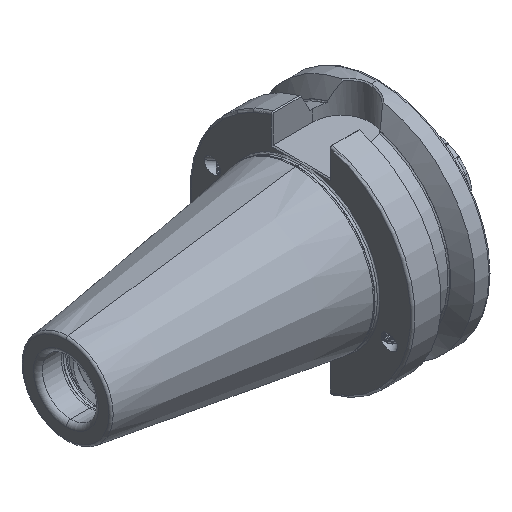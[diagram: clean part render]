
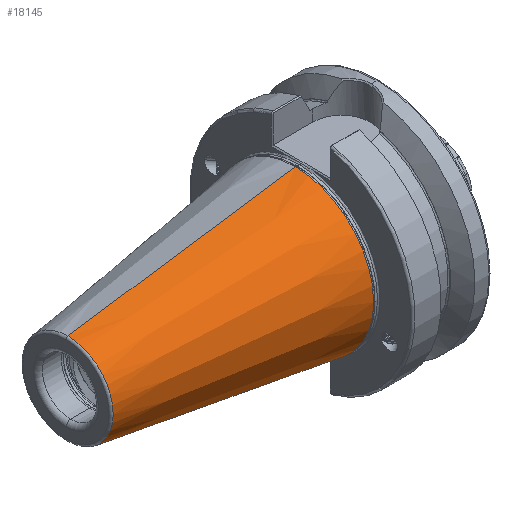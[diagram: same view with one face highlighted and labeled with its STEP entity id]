
A CAD part, isometric view. The second image highlights one B-rep face of the part: STEP entity #18145.
In plain terms, the highlighted conical face has half-angle 8.297 degrees and reference radius 34.998 mm.
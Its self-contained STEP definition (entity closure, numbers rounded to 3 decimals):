
#828 = ORIENTED_EDGE ( 'NONE', *, *, #14584, .T. ) ;
#1054 = ORIENTED_EDGE ( 'NONE', *, *, #15634, .T. ) ;
#1535 = ORIENTED_EDGE ( 'NONE', *, *, #14567, .F. ) ;
#1558 = ORIENTED_EDGE ( 'NONE', *, *, #15525, .F. ) ;
#3115 = CARTESIAN_POINT ( 'NONE',  ( -103.944, 0., 20.204 ) ) ;
#3117 = CARTESIAN_POINT ( 'NONE',  ( -2.5, 0., 34.998 ) ) ;
#3152 = CARTESIAN_POINT ( 'NONE',  ( -103.944, 0., -20.204 ) ) ;
#4378 = CARTESIAN_POINT ( 'NONE',  ( -2.5, 0., -34.998 ) ) ;
#4441 = CARTESIAN_POINT ( 'NONE',  ( -2.5, 0., -34.998 ) ) ;
#4477 = DIRECTION ( 'NONE',  ( 0.99, 0., -0.144 ) ) ;
#4872 = CARTESIAN_POINT ( 'NONE',  ( -2.5, 0., 34.998 ) ) ;
#4884 = DIRECTION ( 'NONE',  ( 0.99, 0., 0.144 ) ) ;
#10385 = DIRECTION ( 'NONE',  ( 0., 0., 1. ) ) ;
#10386 = DIRECTION ( 'NONE',  ( -1., 0., 0. ) ) ;
#10401 = CARTESIAN_POINT ( 'NONE',  ( -103.944, 0., 0. ) ) ;
#10632 = CARTESIAN_POINT ( 'NONE',  ( -2.5, 0., 0. ) ) ;
#10633 = DIRECTION ( 'NONE',  ( -1., 0., 0. ) ) ;
#10651 = DIRECTION ( 'NONE',  ( 0., 0., 1. ) ) ;
#13837 = CARTESIAN_POINT ( 'NONE',  ( -2.5, 0., 0. ) ) ;
#13839 = DIRECTION ( 'NONE',  ( 1., 0., 0. ) ) ;
#13840 = DIRECTION ( 'NONE',  ( 0., 0., -1. ) ) ;
#14567 = EDGE_CURVE ( 'NONE', #25038, #25046, #19190, .T. ) ;
#14584 = EDGE_CURVE ( 'NONE', #25054, #25013, #19163, .T. ) ;
#15525 = EDGE_CURVE ( 'NONE', #25054, #25038, #20052, .T. ) ;
#15634 = EDGE_CURVE ( 'NONE', #25013, #25046, #20132, .T. ) ;
#17073 = EDGE_LOOP ( 'NONE', ( #1535, #1558, #828, #1054 ) ) ;
#18145 = ADVANCED_FACE ( 'NONE', ( #20561 ), #20559, .T. ) ;
#19163 = LINE ( 'NONE', #4441, #19164 ) ;
#19164 = VECTOR ( 'NONE', #4477, 1000. ) ;
#19185 = VECTOR ( 'NONE', #4884, 1000. ) ;
#19190 = LINE ( 'NONE', #4872, #19185 ) ;
#19476 = AXIS2_PLACEMENT_3D ( 'NONE', #10401, #10386, #10385 ) ;
#19501 = AXIS2_PLACEMENT_3D ( 'NONE', #10632, #10633, #10651 ) ;
#19717 = AXIS2_PLACEMENT_3D ( 'NONE', #13837, #13839, #13840 ) ;
#20052 = CIRCLE ( 'NONE', #19476, 20.204 ) ;
#20132 = CIRCLE ( 'NONE', #19501, 34.998 ) ;
#20559 = CONICAL_SURFACE ( 'NONE', #19717, 34.998, 0.145 ) ;
#20561 = FACE_OUTER_BOUND ( 'NONE', #17073, .T. ) ;
#25013 = VERTEX_POINT ( 'NONE', #4378 ) ;
#25038 = VERTEX_POINT ( 'NONE', #3115 ) ;
#25046 = VERTEX_POINT ( 'NONE', #3117 ) ;
#25054 = VERTEX_POINT ( 'NONE', #3152 ) ;
